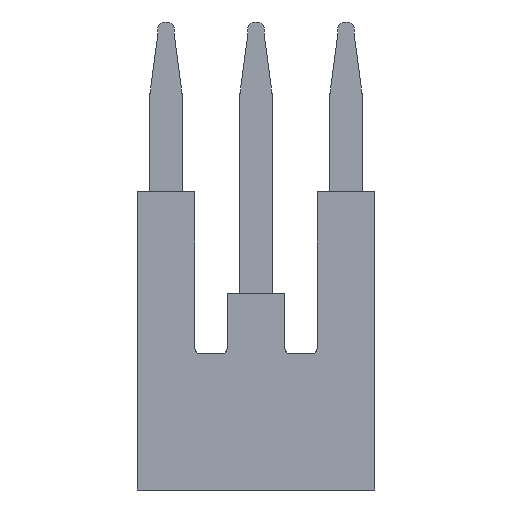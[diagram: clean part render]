
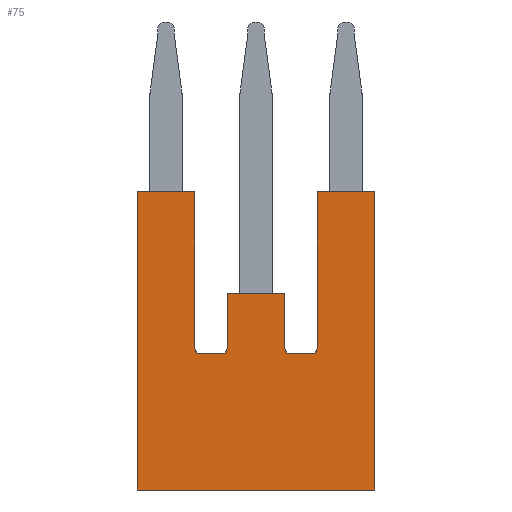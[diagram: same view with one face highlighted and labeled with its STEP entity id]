
A CAD part, front view. The second image highlights one B-rep face of the part: STEP entity #75.
In plain terms, the highlighted planar face has unit normal (0, -1, 0).
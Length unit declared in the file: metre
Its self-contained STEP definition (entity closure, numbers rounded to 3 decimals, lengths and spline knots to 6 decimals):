
#75 = ADVANCED_FACE( '', ( #130 ), #131, .T. );
#130 = FACE_OUTER_BOUND( '', #241, .T. );
#131 = PLANE( '', #242 );
#241 = EDGE_LOOP( '', ( #352, #353, #354, #355, #356, #357, #358, #359, #360, #361, #362, #363, #364, #365, #366, #367 ) );
#242 = AXIS2_PLACEMENT_3D( '', #368, #369, #370 );
#352 = ORIENTED_EDGE( '', *, *, #808, .F. );
#353 = ORIENTED_EDGE( '', *, *, #809, .F. );
#354 = ORIENTED_EDGE( '', *, *, #810, .T. );
#355 = ORIENTED_EDGE( '', *, *, #811, .F. );
#356 = ORIENTED_EDGE( '', *, *, #812, .T. );
#357 = ORIENTED_EDGE( '', *, *, #813, .T. );
#358 = ORIENTED_EDGE( '', *, *, #814, .T. );
#359 = ORIENTED_EDGE( '', *, *, #815, .T. );
#360 = ORIENTED_EDGE( '', *, *, #816, .F. );
#361 = ORIENTED_EDGE( '', *, *, #817, .F. );
#362 = ORIENTED_EDGE( '', *, *, #818, .F. );
#363 = ORIENTED_EDGE( '', *, *, #819, .F. );
#364 = ORIENTED_EDGE( '', *, *, #820, .F. );
#365 = ORIENTED_EDGE( '', *, *, #821, .T. );
#366 = ORIENTED_EDGE( '', *, *, #822, .F. );
#367 = ORIENTED_EDGE( '', *, *, #823, .T. );
#368 = CARTESIAN_POINT( '', ( -0.001125, -0.0015, -0.0023 ) );
#369 = DIRECTION( '', ( 0., -1., 0. ) );
#370 = DIRECTION( '', ( 0., 0., -1. ) );
#808 = EDGE_CURVE( '', #955, #956, #957, .T. );
#809 = EDGE_CURVE( '', #958, #955, #959, .T. );
#810 = EDGE_CURVE( '', #958, #960, #961, .T. );
#811 = EDGE_CURVE( '', #962, #960, #963, .T. );
#812 = EDGE_CURVE( '', #962, #964, #965, .T. );
#813 = EDGE_CURVE( '', #964, #966, #967, .T. );
#814 = EDGE_CURVE( '', #966, #968, #969, .T. );
#815 = EDGE_CURVE( '', #968, #970, #971, .T. );
#816 = EDGE_CURVE( '', #972, #970, #973, .T. );
#817 = EDGE_CURVE( '', #974, #972, #975, .T. );
#818 = EDGE_CURVE( '', #976, #974, #977, .T. );
#819 = EDGE_CURVE( '', #978, #976, #979, .T. );
#820 = EDGE_CURVE( '', #980, #978, #981, .T. );
#821 = EDGE_CURVE( '', #980, #982, #983, .T. );
#822 = EDGE_CURVE( '', #984, #982, #985, .T. );
#823 = EDGE_CURVE( '', #984, #956, #986, .T. );
#955 = VERTEX_POINT( '', #1200 );
#956 = VERTEX_POINT( '', #1201 );
#957 = LINE( '', #1202, #1203 );
#958 = VERTEX_POINT( '', #1204 );
#959 = LINE( '', #1205, #1206 );
#960 = VERTEX_POINT( '', #1207 );
#961 = LINE( '', #1208, #1209 );
#962 = VERTEX_POINT( '', #1210 );
#963 = LINE( '', #1211, #1212 );
#964 = VERTEX_POINT( '', #1213 );
#965 = CIRCLE( '', #1214, 0.0002 );
#966 = VERTEX_POINT( '', #1215 );
#967 = LINE( '', #1216, #1217 );
#968 = VERTEX_POINT( '', #1218 );
#969 = CIRCLE( '', #1219, 0.0002 );
#970 = VERTEX_POINT( '', #1220 );
#971 = LINE( '', #1221, #1222 );
#972 = VERTEX_POINT( '', #1223 );
#973 = LINE( '', #1224, #1225 );
#974 = VERTEX_POINT( '', #1226 );
#975 = LINE( '', #1227, #1228 );
#976 = VERTEX_POINT( '', #1229 );
#977 = CIRCLE( '', #1230, 0.0002 );
#978 = VERTEX_POINT( '', #1231 );
#979 = LINE( '', #1232, #1233 );
#980 = VERTEX_POINT( '', #1234 );
#981 = CIRCLE( '', #1235, 0.0002 );
#982 = VERTEX_POINT( '', #1236 );
#983 = LINE( '', #1237, #1238 );
#984 = VERTEX_POINT( '', #1239 );
#985 = LINE( '', #1240, #1241 );
#986 = LINE( '', #1242, #1243 );
#1200 = CARTESIAN_POINT( '', ( 0.008125, -0.0015, -0.0023 ) );
#1201 = CARTESIAN_POINT( '', ( -0.001125, -0.0015, -0.0023 ) );
#1202 = CARTESIAN_POINT( '', ( -0.000525, -0.0015, -0.0023 ) );
#1203 = VECTOR( '', #1560, 1. );
#1204 = CARTESIAN_POINT( '', ( 0.008125, -0.0015, 0.0093 ) );
#1205 = CARTESIAN_POINT( '', ( 0.008125, -0.0015, 0.0093 ) );
#1206 = VECTOR( '', #1561, 1. );
#1207 = CARTESIAN_POINT( '', ( 0.005875, -0.0015, 0.0093 ) );
#1208 = CARTESIAN_POINT( '', ( 0.005875, -0.0015, 0.0093 ) );
#1209 = VECTOR( '', #1562, 1. );
#1210 = CARTESIAN_POINT( '', ( 0.005875, -0.0015, 0.0032 ) );
#1211 = CARTESIAN_POINT( '', ( 0.005875, -0.0015, -0.0023 ) );
#1212 = VECTOR( '', #1563, 1. );
#1213 = CARTESIAN_POINT( '', ( 0.005675, -0.0015, 0.003 ) );
#1214 = AXIS2_PLACEMENT_3D( '', #1564, #1565, #1566 );
#1215 = CARTESIAN_POINT( '', ( 0.004825, -0.0015, 0.003 ) );
#1216 = CARTESIAN_POINT( '', ( 0.004825, -0.0015, 0.003 ) );
#1217 = VECTOR( '', #1567, 1. );
#1218 = CARTESIAN_POINT( '', ( 0.004625, -0.0015, 0.0032 ) );
#1219 = AXIS2_PLACEMENT_3D( '', #1568, #1569, #1570 );
#1220 = CARTESIAN_POINT( '', ( 0.004625, -0.0015, 0.00535 ) );
#1221 = CARTESIAN_POINT( '', ( 0.004625, -0.0015, 0.0029 ) );
#1222 = VECTOR( '', #1571, 1. );
#1223 = CARTESIAN_POINT( '', ( 0.002375, -0.0015, 0.00535 ) );
#1224 = CARTESIAN_POINT( '', ( 0.004625, -0.0015, 0.00535 ) );
#1225 = VECTOR( '', #1572, 1. );
#1226 = CARTESIAN_POINT( '', ( 0.002375, -0.0015, 0.0032 ) );
#1227 = CARTESIAN_POINT( '', ( 0.002375, -0.0015, 0.0029 ) );
#1228 = VECTOR( '', #1573, 1. );
#1229 = CARTESIAN_POINT( '', ( 0.002175, -0.0015, 0.003 ) );
#1230 = AXIS2_PLACEMENT_3D( '', #1574, #1575, #1576 );
#1231 = CARTESIAN_POINT( '', ( 0.001325, -0.0015, 0.003 ) );
#1232 = CARTESIAN_POINT( '', ( 0.002175, -0.0015, 0.003 ) );
#1233 = VECTOR( '', #1577, 1. );
#1234 = CARTESIAN_POINT( '', ( 0.001125, -0.0015, 0.0032 ) );
#1235 = AXIS2_PLACEMENT_3D( '', #1578, #1579, #1580 );
#1236 = CARTESIAN_POINT( '', ( 0.001125, -0.0015, 0.0093 ) );
#1237 = CARTESIAN_POINT( '', ( 0.001125, -0.0015, -0.0023 ) );
#1238 = VECTOR( '', #1581, 1. );
#1239 = CARTESIAN_POINT( '', ( -0.001125, -0.0015, 0.0093 ) );
#1240 = CARTESIAN_POINT( '', ( 0.001125, -0.0015, 0.0093 ) );
#1241 = VECTOR( '', #1582, 1. );
#1242 = CARTESIAN_POINT( '', ( -0.001125, -0.0015, 0.0093 ) );
#1243 = VECTOR( '', #1583, 1. );
#1560 = DIRECTION( '', ( -1., 0., 0. ) );
#1561 = DIRECTION( '', ( 0., 0., -1. ) );
#1562 = DIRECTION( '', ( -1., 0., 0. ) );
#1563 = DIRECTION( '', ( 0., 0., 1. ) );
#1564 = CARTESIAN_POINT( '', ( 0.005675, -0.0015, 0.0032 ) );
#1565 = DIRECTION( '', ( 0., 1., 0. ) );
#1566 = DIRECTION( '', ( 0., 0., -1. ) );
#1567 = DIRECTION( '', ( -1., 0., 0. ) );
#1568 = CARTESIAN_POINT( '', ( 0.004825, -0.0015, 0.0032 ) );
#1569 = DIRECTION( '', ( 0., 1., 0. ) );
#1570 = DIRECTION( '', ( 0., 0., -1. ) );
#1571 = DIRECTION( '', ( 0., 0., 1. ) );
#1572 = DIRECTION( '', ( 1., 0., 0. ) );
#1573 = DIRECTION( '', ( 0., 0., 1. ) );
#1574 = CARTESIAN_POINT( '', ( 0.002175, -0.0015, 0.0032 ) );
#1575 = DIRECTION( '', ( 0., -1., 0. ) );
#1576 = DIRECTION( '', ( 0., 0., -1. ) );
#1577 = DIRECTION( '', ( 1., 0., 0. ) );
#1578 = CARTESIAN_POINT( '', ( 0.001325, -0.0015, 0.0032 ) );
#1579 = DIRECTION( '', ( 0., -1., 0. ) );
#1580 = DIRECTION( '', ( 0., 0., -1. ) );
#1581 = DIRECTION( '', ( 0., 0., 1. ) );
#1582 = DIRECTION( '', ( 1., 0., 0. ) );
#1583 = DIRECTION( '', ( 0., 0., -1. ) );
